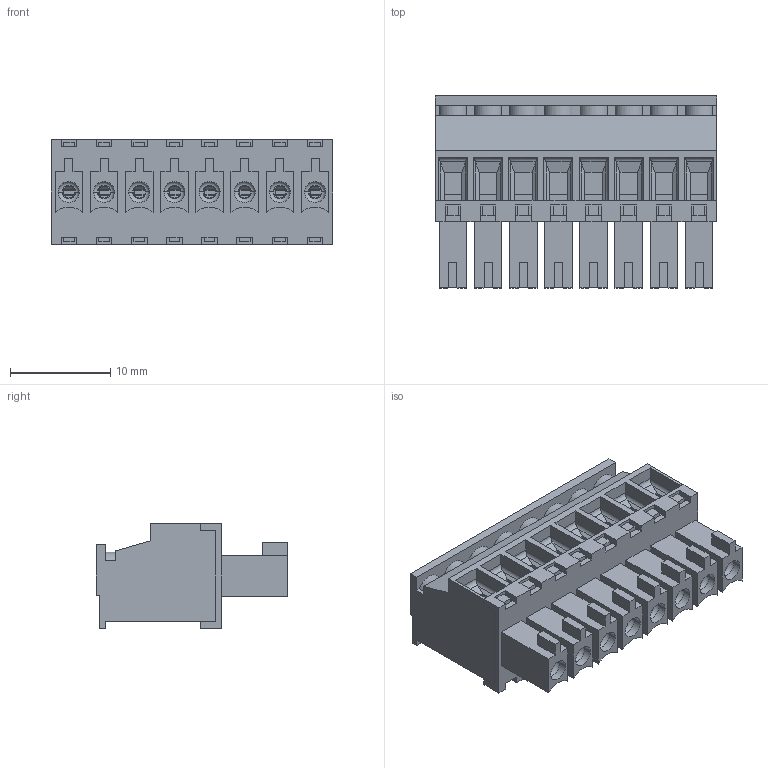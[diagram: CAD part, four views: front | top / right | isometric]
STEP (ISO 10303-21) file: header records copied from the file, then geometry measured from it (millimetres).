
FILE_DESCRIPTION (( 'STEP AP214' ), '1' );
FILE_NAME ('15EDGKA-3.5-08P-14-00AH.STEP', '2017-04-27T23:03:04', ( 'SIG' ), ( '' ), 'SwSTEP 2.0', 'SolidWorks 2014', '' );
FILE_SCHEMA (( 'AUTOMOTIVE_DESIGN' ));
Length unit declared in the file: millimetre
Products named in the file (32): 15EDGKA-3.5_screw; 15EDGKA-3.5_klamper; 15EDGKA-3.5; 15EDGKA-3.5_spring; 15EDGKA-3.5 bot-cap; 15EDGKA-3.5-08P-14-00AH
Assembly tree (26 placements, depth 2):
  15EDGKA-3.5_klamper
  15EDGKA-3.5_klamper
  15EDGKA-3.5_spring
  15EDGKA-3.5_spring
  15EDGKA-3.5_screw
Bounding box: 28 x 19.1 x 10.4 mm (x, y, z)
Volume: 2235.4 mm3; surface area: 8332.1 mm2
Topology: 26 solids, 26 shells, 1958 faces, 4846 edges, 2940 vertices
Faces by surface type: plane 1574, cylinder 328, torus 40, cone 16
Entity records: 33875 total; most frequent: CARTESIAN_POINT 6023, ORIENTED_EDGE 5842, DIRECTION 5345, EDGE_CURVE 2921, LINE 2595, VECTOR 2595, VERTEX_POINT 1869, AXIS2_PLACEMENT_3D 1375
